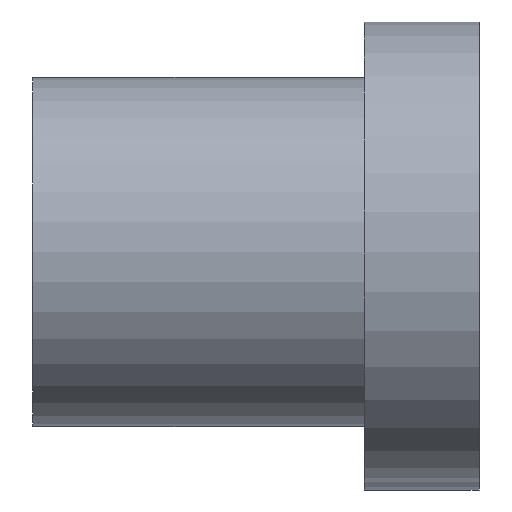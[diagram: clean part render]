
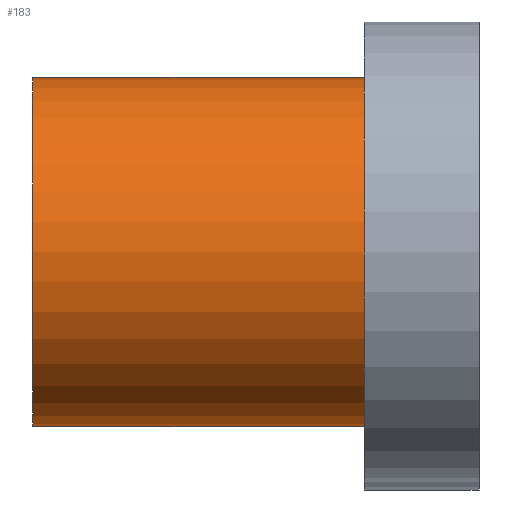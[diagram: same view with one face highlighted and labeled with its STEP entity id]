
A CAD part, left-side view. The second image highlights one B-rep face of the part: STEP entity #183.
In plain terms, the highlighted cylindrical face has radius 3.8 mm (diameter 7.6 mm), a full revolution.
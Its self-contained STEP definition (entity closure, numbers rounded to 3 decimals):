
#34=FACE_OUTER_BOUND('',#51,.T.);
#51=EDGE_LOOP('',(#138,#139,#140,#141));
#69=LINE('',#332,#76);
#76=VECTOR('',#267,3.8);
#84=CIRCLE('',#225,3.8);
#85=CIRCLE('',#227,3.8);
#98=VERTEX_POINT('',#328);
#99=VERTEX_POINT('',#331);
#113=EDGE_CURVE('',#98,#98,#84,.T.);
#114=EDGE_CURVE('',#98,#99,#69,.T.);
#115=EDGE_CURVE('',#99,#99,#85,.T.);
#138=ORIENTED_EDGE('',*,*,#113,.F.);
#139=ORIENTED_EDGE('',*,*,#114,.T.);
#140=ORIENTED_EDGE('',*,*,#115,.F.);
#141=ORIENTED_EDGE('',*,*,#114,.F.);
#174=CYLINDRICAL_SURFACE('',#226,3.8);
#183=ADVANCED_FACE('',(#34),#174,.T.);
#225=AXIS2_PLACEMENT_3D('',#329,#263,#264);
#226=AXIS2_PLACEMENT_3D('',#330,#265,#266);
#227=AXIS2_PLACEMENT_3D('',#333,#268,#269);
#263=DIRECTION('center_axis',(0.,1.,0.));
#264=DIRECTION('ref_axis',(1.,0.,0.));
#265=DIRECTION('center_axis',(0.,1.,0.));
#266=DIRECTION('ref_axis',(1.,0.,0.));
#267=DIRECTION('',(0.,-1.,0.));
#268=DIRECTION('center_axis',(0.,-1.,0.));
#269=DIRECTION('ref_axis',(1.,0.,0.));
#328=CARTESIAN_POINT('',(-3.8,9.7,0.));
#329=CARTESIAN_POINT('Origin',(0.,9.7,0.));
#330=CARTESIAN_POINT('Origin',(0.,2.5,0.));
#331=CARTESIAN_POINT('',(-3.8,2.5,0.));
#332=CARTESIAN_POINT('',(-3.8,2.5,0.));
#333=CARTESIAN_POINT('Origin',(0.,2.5,0.));
